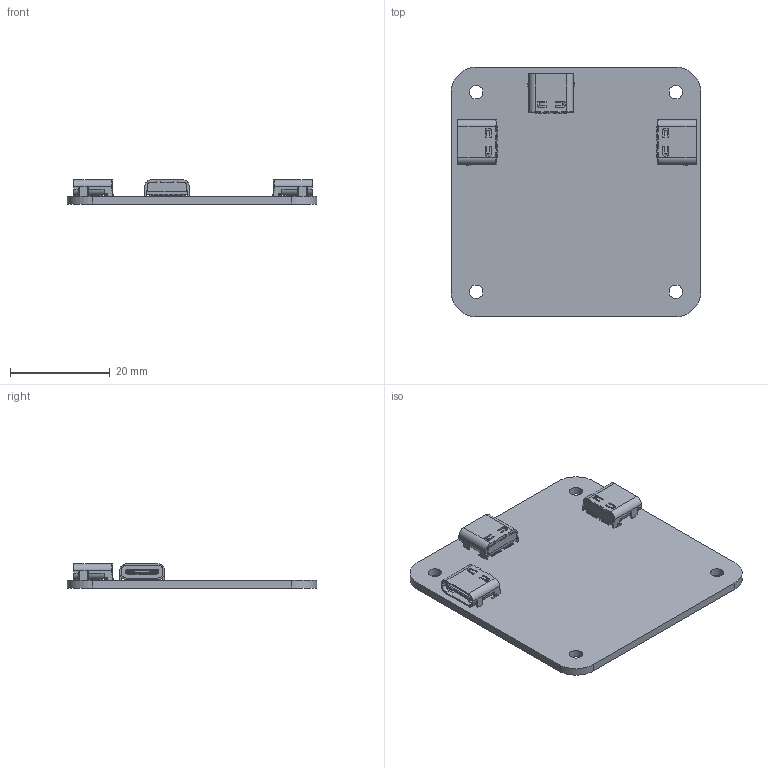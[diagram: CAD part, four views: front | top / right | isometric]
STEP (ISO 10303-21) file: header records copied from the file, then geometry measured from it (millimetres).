
FILE_DESCRIPTION(('KiCad electronic assembly'),'2;1');
FILE_NAME('main_pcb.step','2021-10-10T23:28:15',('An Author'),( 'A Company'),'Open CASCADE STEP processor 7.3', 'KiCad to STEP converter','Unknown');
FILE_SCHEMA(('AUTOMOTIVE_DESIGN { 1 0 10303 214 1 1 1 1 }'));
Length unit declared in the file: millimetre
Products named in the file (4): Open CASCADE STEP translator 7.3 1; USBC_16PIN; SOLID; COMPOUND
Assembly tree (5 placements, depth 3):
  Open CASCADE STEP translator 7.3 1
    USBC_16PIN  x3
      SOLID
    COMPOUND
Bounding box: 50 x 50 x 4.91 mm (x, y, z)
Volume: 4301.1 mm3; surface area: 6533.2 mm2
Topology: 4 solids, 4 shells, 1259 faces, 3432 edges, 2226 vertices
Faces by surface type: plane 801, cylinder 410, torus 24, bspline 12, sphere 12
Full cylindrical faces by diameter (mm): 0.65 x6, 2.7 x4
Entity records: 35115 total; most frequent: CARTESIAN_POINT 6228, DIRECTION 5013, LINE 3141, VECTOR 3141, ORIENTED_EDGE 2552, PCURVE 2552, DEFINITIONAL_REPRESENTATION 2552, EDGE_CURVE 1276
